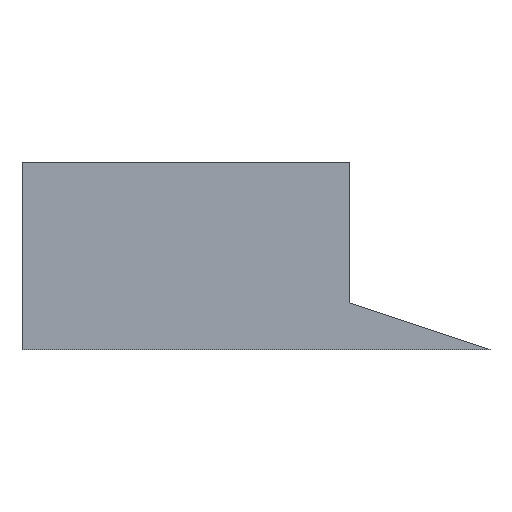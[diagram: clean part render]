
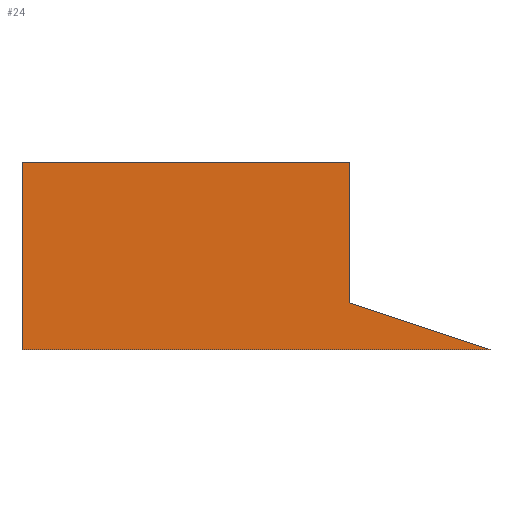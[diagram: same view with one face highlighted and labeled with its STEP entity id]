
A CAD part, top view. The second image highlights one B-rep face of the part: STEP entity #24.
In plain terms, the highlighted free-form (B-spline) face has degree [1, 1] with [2, 2] control points.
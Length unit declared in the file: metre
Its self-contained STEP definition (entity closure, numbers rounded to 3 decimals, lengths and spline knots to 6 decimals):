
#24=ADVANCED_FACE('',(#25),#67,.T.);
#25=FACE_OUTER_BOUND('',#26,.T.);
#26=EDGE_LOOP('',(#27,#28,#29,#30,#31));
#27=ORIENTED_EDGE('',*,*,#47,.T.);
#28=ORIENTED_EDGE('',*,*,#48,.T.);
#29=ORIENTED_EDGE('',*,*,#49,.T.);
#30=ORIENTED_EDGE('',*,*,#50,.T.);
#31=ORIENTED_EDGE('',*,*,#51,.T.);
#32=PCURVE('',#67,#37);
#33=PCURVE('',#67,#38);
#34=PCURVE('',#67,#39);
#35=PCURVE('',#67,#40);
#36=PCURVE('',#67,#41);
#37=DEFINITIONAL_REPRESENTATION('',(#53),#124);
#38=DEFINITIONAL_REPRESENTATION('',(#55),#124);
#39=DEFINITIONAL_REPRESENTATION('',(#57),#124);
#40=DEFINITIONAL_REPRESENTATION('',(#59),#124);
#41=DEFINITIONAL_REPRESENTATION('',(#61),#124);
#42=SURFACE_CURVE('',#52,(#32),.PCURVE_S1.);
#43=SURFACE_CURVE('',#54,(#33),.PCURVE_S1.);
#44=SURFACE_CURVE('',#56,(#34),.PCURVE_S1.);
#45=SURFACE_CURVE('',#58,(#35),.PCURVE_S1.);
#46=SURFACE_CURVE('',#60,(#36),.PCURVE_S1.);
#47=EDGE_CURVE('',#65,#64,#42,.T.);
#48=EDGE_CURVE('',#64,#62,#43,.T.);
#49=EDGE_CURVE('',#62,#63,#44,.T.);
#50=EDGE_CURVE('',#63,#66,#45,.T.);
#51=EDGE_CURVE('',#66,#65,#46,.T.);
#52=B_SPLINE_CURVE_WITH_KNOTS('',1,(#103,#104),.UNSPECIFIED.,.F.,.F.,(2,
2),(-7.,0.),.UNSPECIFIED.);
#53=B_SPLINE_CURVE_WITH_KNOTS('',1,(#105,#106),.UNSPECIFIED.,.F.,.F.,(2,
2),(-7.,0.),.UNSPECIFIED.);
#54=B_SPLINE_CURVE_WITH_KNOTS('',1,(#107,#108),.UNSPECIFIED.,.F.,.F.,(2,
2),(-4.,0.),.UNSPECIFIED.);
#55=B_SPLINE_CURVE_WITH_KNOTS('',1,(#109,#110),.UNSPECIFIED.,.F.,.F.,(2,
2),(-4.,0.),.UNSPECIFIED.);
#56=B_SPLINE_CURVE_WITH_KNOTS('',1,(#111,#112),.UNSPECIFIED.,.F.,.F.,(2,
2),(0.,10.),.UNSPECIFIED.);
#57=B_SPLINE_CURVE_WITH_KNOTS('',1,(#113,#114),.UNSPECIFIED.,.F.,.F.,(2,
2),(0.,10.),.UNSPECIFIED.);
#58=B_SPLINE_CURVE_WITH_KNOTS('',1,(#115,#116),.UNSPECIFIED.,.F.,.F.,(2,
2),(0.,3.162278),.UNSPECIFIED.);
#59=B_SPLINE_CURVE_WITH_KNOTS('',1,(#117,#118),.UNSPECIFIED.,.F.,.F.,(2,
2),(0.,3.162278),.UNSPECIFIED.);
#60=B_SPLINE_CURVE_WITH_KNOTS('',1,(#119,#120),.UNSPECIFIED.,.F.,.F.,(2,
2),(0.,3.),.UNSPECIFIED.);
#61=B_SPLINE_CURVE_WITH_KNOTS('',1,(#121,#122),.UNSPECIFIED.,.F.,.F.,(2,
2),(0.,3.),.UNSPECIFIED.);
#62=VERTEX_POINT('',#98);
#63=VERTEX_POINT('',#99);
#64=VERTEX_POINT('',#100);
#65=VERTEX_POINT('',#101);
#66=VERTEX_POINT('',#102);
#67=B_SPLINE_SURFACE_WITH_KNOTS('',1,1,((#94,#95),(#96,#97)),
 .UNSPECIFIED.,.F.,.F.,.F.,(2,2),(2,2),(0.,10.),(0.,4.),.UNSPECIFIED.);
#94=CARTESIAN_POINT('',(0.,0.,0.));
#95=CARTESIAN_POINT('',(0.,4.,0.));
#96=CARTESIAN_POINT('',(10.,0.,0.));
#97=CARTESIAN_POINT('',(10.,4.,0.));
#98=CARTESIAN_POINT('',(0.,0.,0.));
#99=CARTESIAN_POINT('',(10.,0.,0.));
#100=CARTESIAN_POINT('',(0.,4.,0.));
#101=CARTESIAN_POINT('',(7.,4.,0.));
#102=CARTESIAN_POINT('',(7.,1.,0.));
#103=CARTESIAN_POINT('',(7.,4.,0.));
#104=CARTESIAN_POINT('',(0.,4.,0.));
#105=CARTESIAN_POINT('',(7.,4.));
#106=CARTESIAN_POINT('',(0.,4.));
#107=CARTESIAN_POINT('',(0.,4.,0.));
#108=CARTESIAN_POINT('',(0.,0.,0.));
#109=CARTESIAN_POINT('',(0.,4.));
#110=CARTESIAN_POINT('',(0.,0.));
#111=CARTESIAN_POINT('',(0.,0.,0.));
#112=CARTESIAN_POINT('',(10.,0.,0.));
#113=CARTESIAN_POINT('',(0.,0.));
#114=CARTESIAN_POINT('',(10.,0.));
#115=CARTESIAN_POINT('',(10.,0.,0.));
#116=CARTESIAN_POINT('',(7.,1.,0.));
#117=CARTESIAN_POINT('',(10.,0.));
#118=CARTESIAN_POINT('',(7.,1.));
#119=CARTESIAN_POINT('',(7.,1.,0.));
#120=CARTESIAN_POINT('',(7.,4.,0.));
#121=CARTESIAN_POINT('',(7.,1.));
#122=CARTESIAN_POINT('',(7.,4.));
#124=(
GEOMETRIC_REPRESENTATION_CONTEXT(2)
PARAMETRIC_REPRESENTATION_CONTEXT()
REPRESENTATION_CONTEXT('pspace','')
);
